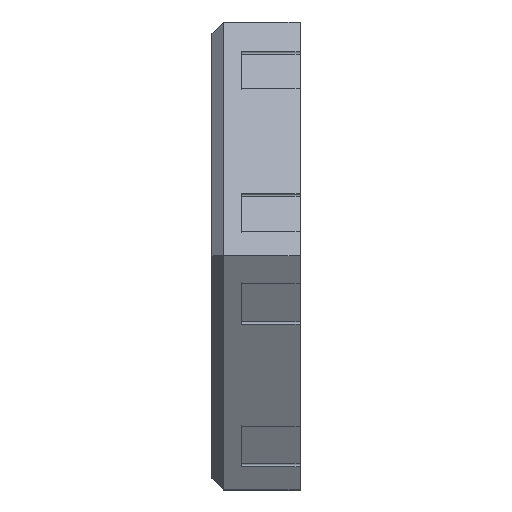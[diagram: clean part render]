
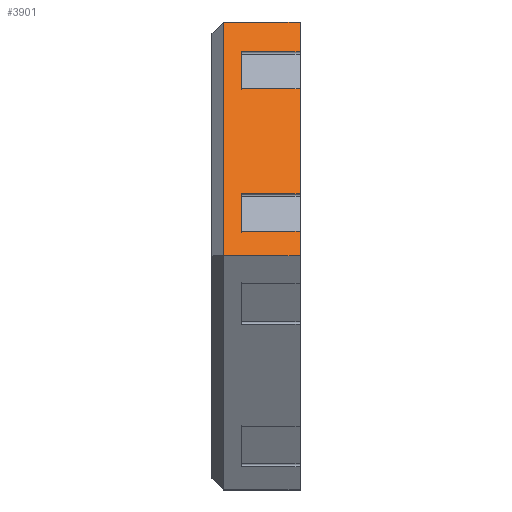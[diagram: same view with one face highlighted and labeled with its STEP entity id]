
A CAD part, left-side view. The second image highlights one B-rep face of the part: STEP entity #3901.
In plain terms, the highlighted planar face has unit normal (-0.866, 0, 0.5).
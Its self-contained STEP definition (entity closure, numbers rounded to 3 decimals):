
#49 = ORIENTED_EDGE ( 'NONE', *, *, #691, .T. ) ;
#65 = DIRECTION ( 'NONE',  ( 0., -1., 0. ) ) ;
#116 = CARTESIAN_POINT ( 'NONE',  ( 0., 0., 0. ) ) ;
#128 = VERTEX_POINT ( 'NONE', #933 ) ;
#132 = CARTESIAN_POINT ( 'NONE',  ( -6.551, 15., -11.346 ) ) ;
#150 = EDGE_CURVE ( 'NONE', #3664, #128, #2622, .T. ) ;
#164 = CARTESIAN_POINT ( 'NONE',  ( -23., 0., -39.837 ) ) ;
#186 = LINE ( 'NONE', #3681, #4764 ) ;
#195 = LINE ( 'NONE', #164, #4236 ) ;
#241 = VECTOR ( 'NONE', #5179, 1000. ) ;
#321 = DIRECTION ( 'NONE',  ( 0., -1., 0. ) ) ;
#436 = ORIENTED_EDGE ( 'NONE', *, *, #3025, .T. ) ;
#473 = ORIENTED_EDGE ( 'NONE', *, *, #150, .T. ) ;
#619 = DIRECTION ( 'NONE',  ( 0.5, 0., 0.866 ) ) ;
#673 = VECTOR ( 'NONE', #65, 1000. ) ;
#691 = EDGE_CURVE ( 'NONE', #3603, #3799, #5415, .T. ) ;
#692 = VECTOR ( 'NONE', #3395, 1000. ) ;
#694 = DIRECTION ( 'NONE',  ( 0., -1., 0. ) ) ;
#818 = VECTOR ( 'NONE', #1251, 1000. ) ;
#820 = CARTESIAN_POINT ( 'NONE',  ( -2.9, 15., -5.024 ) ) ;
#823 = EDGE_CURVE ( 'NONE', #2392, #2590, #3852, .T. ) ;
#835 = VECTOR ( 'NONE', #870, 1000. ) ;
#870 = DIRECTION ( 'NONE',  ( -0.5, 0., -0.866 ) ) ;
#916 = CARTESIAN_POINT ( 'NONE',  ( -23., 0., -39.837 ) ) ;
#933 = CARTESIAN_POINT ( 'NONE',  ( -16.9, 0., -29.272 ) ) ;
#986 = CARTESIAN_POINT ( 'NONE',  ( -16.9, 15., -29.272 ) ) ;
#1038 = DIRECTION ( 'NONE',  ( 0., 1., 0. ) ) ;
#1096 = VERTEX_POINT ( 'NONE', #2042 ) ;
#1156 = CARTESIAN_POINT ( 'NONE',  ( -23., 15., -39.837 ) ) ;
#1211 = CARTESIAN_POINT ( 'NONE',  ( 0., 15., 0. ) ) ;
#1251 = DIRECTION ( 'NONE',  ( -0.5, 0., -0.866 ) ) ;
#1276 = LINE ( 'NONE', #3451, #241 ) ;
#1342 = PLANE ( 'NONE',  #4851 ) ;
#1356 = ORIENTED_EDGE ( 'NONE', *, *, #3067, .T. ) ;
#1784 = DIRECTION ( 'NONE',  ( 0.5, 0., 0.866 ) ) ;
#1821 = ORIENTED_EDGE ( 'NONE', *, *, #1975, .T. ) ;
#1853 = ORIENTED_EDGE ( 'NONE', *, *, #4066, .T. ) ;
#1896 = LINE ( 'NONE', #4978, #5297 ) ;
#1975 = EDGE_CURVE ( 'NONE', #4133, #1096, #195, .T. ) ;
#1984 = LINE ( 'NONE', #1211, #4298 ) ;
#1993 = LINE ( 'NONE', #2506, #818 ) ;
#2042 = CARTESIAN_POINT ( 'NONE',  ( -20.551, 0., -35.595 ) ) ;
#2043 = ORIENTED_EDGE ( 'NONE', *, *, #5275, .F. ) ;
#2144 = FACE_OUTER_BOUND ( 'NONE', #3196, .T. ) ;
#2235 = VECTOR ( 'NONE', #5020, 1000. ) ;
#2303 = CARTESIAN_POINT ( 'NONE',  ( -23., 13., -39.837 ) ) ;
#2392 = VERTEX_POINT ( 'NONE', #4400 ) ;
#2444 = CARTESIAN_POINT ( 'NONE',  ( 0., 13., 0. ) ) ;
#2506 = CARTESIAN_POINT ( 'NONE',  ( -23., 10., -39.837 ) ) ;
#2590 = VERTEX_POINT ( 'NONE', #4307 ) ;
#2622 = LINE ( 'NONE', #986, #673 ) ;
#2627 = CARTESIAN_POINT ( 'NONE',  ( -23., 15., -39.837 ) ) ;
#2715 = ORIENTED_EDGE ( 'NONE', *, *, #3134, .T. ) ;
#2745 = DIRECTION ( 'NONE',  ( 0.5, 0., 0.866 ) ) ;
#2939 = VERTEX_POINT ( 'NONE', #2444 ) ;
#3025 = EDGE_CURVE ( 'NONE', #2939, #4351, #4434, .T. ) ;
#3067 = EDGE_CURVE ( 'NONE', #128, #3603, #5604, .T. ) ;
#3134 = EDGE_CURVE ( 'NONE', #1096, #5426, #1896, .T. ) ;
#3196 = EDGE_LOOP ( 'NONE', ( #3791, #4366, #1853, #3559, #436, #5411, #1821, #2715, #2043, #473, #1356, #49 ) ) ;
#3274 = EDGE_CURVE ( 'NONE', #2939, #4761, #1984, .T. ) ;
#3395 = DIRECTION ( 'NONE',  ( 0., -1., 0. ) ) ;
#3451 = CARTESIAN_POINT ( 'NONE',  ( -23., 10., -39.837 ) ) ;
#3473 = CARTESIAN_POINT ( 'NONE',  ( -23., 13., -39.837 ) ) ;
#3559 = ORIENTED_EDGE ( 'NONE', *, *, #3274, .F. ) ;
#3603 = VERTEX_POINT ( 'NONE', #4488 ) ;
#3664 = VERTEX_POINT ( 'NONE', #4999 ) ;
#3667 = VECTOR ( 'NONE', #1784, 1000. ) ;
#3681 = CARTESIAN_POINT ( 'NONE',  ( -23., 0., -39.837 ) ) ;
#3791 = ORIENTED_EDGE ( 'NONE', *, *, #5454, .F. ) ;
#3799 = VERTEX_POINT ( 'NONE', #4308 ) ;
#3852 = LINE ( 'NONE', #820, #692 ) ;
#3901 = ADVANCED_FACE ( 'NONE', ( #2144 ), #1342, .F. ) ;
#4066 = EDGE_CURVE ( 'NONE', #2590, #4761, #186, .T. ) ;
#4133 = VERTEX_POINT ( 'NONE', #916 ) ;
#4234 = LINE ( 'NONE', #1156, #5308 ) ;
#4236 = VECTOR ( 'NONE', #2745, 1000. ) ;
#4298 = VECTOR ( 'NONE', #694, 1000. ) ;
#4307 = CARTESIAN_POINT ( 'NONE',  ( -2.9, 0., -5.024 ) ) ;
#4308 = CARTESIAN_POINT ( 'NONE',  ( -6.551, 10., -11.346 ) ) ;
#4322 = CARTESIAN_POINT ( 'NONE',  ( -23., 0., -39.837 ) ) ;
#4351 = VERTEX_POINT ( 'NONE', #2303 ) ;
#4366 = ORIENTED_EDGE ( 'NONE', *, *, #823, .T. ) ;
#4382 = CARTESIAN_POINT ( 'NONE',  ( -20.551, 10., -35.595 ) ) ;
#4400 = CARTESIAN_POINT ( 'NONE',  ( -2.9, 10., -5.024 ) ) ;
#4434 = LINE ( 'NONE', #3473, #835 ) ;
#4487 = EDGE_CURVE ( 'NONE', #4351, #4133, #4234, .T. ) ;
#4488 = CARTESIAN_POINT ( 'NONE',  ( -6.551, 0., -11.346 ) ) ;
#4738 = DIRECTION ( 'NONE',  ( 0.866, 0., -0.5 ) ) ;
#4761 = VERTEX_POINT ( 'NONE', #116 ) ;
#4764 = VECTOR ( 'NONE', #619, 1000. ) ;
#4851 = AXIS2_PLACEMENT_3D ( 'NONE', #2627, #4738, #5189 ) ;
#4978 = CARTESIAN_POINT ( 'NONE',  ( -20.551, 15., -35.595 ) ) ;
#4999 = CARTESIAN_POINT ( 'NONE',  ( -16.9, 10., -29.272 ) ) ;
#5020 = DIRECTION ( 'NONE',  ( 0., 1., 0. ) ) ;
#5179 = DIRECTION ( 'NONE',  ( -0.5, 0., -0.866 ) ) ;
#5189 = DIRECTION ( 'NONE',  ( -0.5, 0., -0.866 ) ) ;
#5275 = EDGE_CURVE ( 'NONE', #3664, #5426, #1993, .T. ) ;
#5297 = VECTOR ( 'NONE', #1038, 1000. ) ;
#5308 = VECTOR ( 'NONE', #321, 1000. ) ;
#5411 = ORIENTED_EDGE ( 'NONE', *, *, #4487, .T. ) ;
#5415 = LINE ( 'NONE', #132, #2235 ) ;
#5426 = VERTEX_POINT ( 'NONE', #4382 ) ;
#5454 = EDGE_CURVE ( 'NONE', #2392, #3799, #1276, .T. ) ;
#5604 = LINE ( 'NONE', #4322, #3667 ) ;
